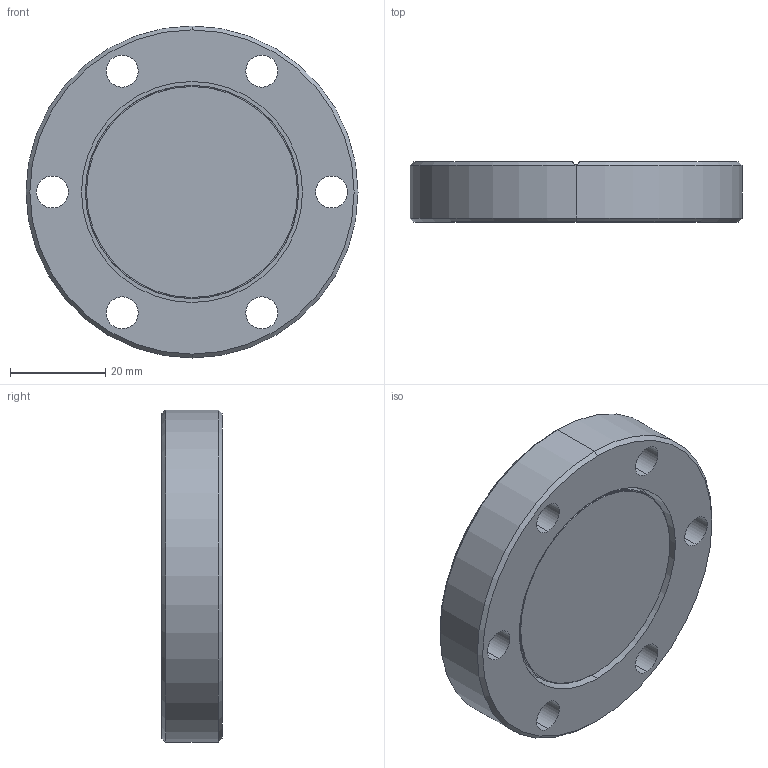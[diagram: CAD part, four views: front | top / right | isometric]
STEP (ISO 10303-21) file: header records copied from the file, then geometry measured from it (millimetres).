
FILE_DESCRIPTION (( 'STEP AP203' ), '1' );
FILE_NAME ('A4545-1-CF.STEP', '2012-11-14T18:40:59', ( '' ), ( '' ), 'SwSTEP 2.0', 'SolidWorks 2012', '' );
FILE_SCHEMA (( 'CONFIG_CONTROL_DESIGN' ));
Length unit declared in the file: inch
Products named in the file (1): A4545-1-CF
Bounding box: 69.85 x 12.7 x 69.85 mm (x, y, z)
Volume: 32369.7 mm3; surface area: 16768 mm2
Topology: 1 solids, 1 shells, 65 faces, 150 edges, 96 vertices
Faces by surface type: cylinder 38, plane 13, cone 10, bspline 4
Entity records: 2067 total; most frequent: CARTESIAN_POINT 444, DIRECTION 350, ORIENTED_EDGE 300, EDGE_CURVE 150, AXIS2_PLACEMENT_3D 150, VERTEX_POINT 96, CIRCLE 88, EDGE_LOOP 86
